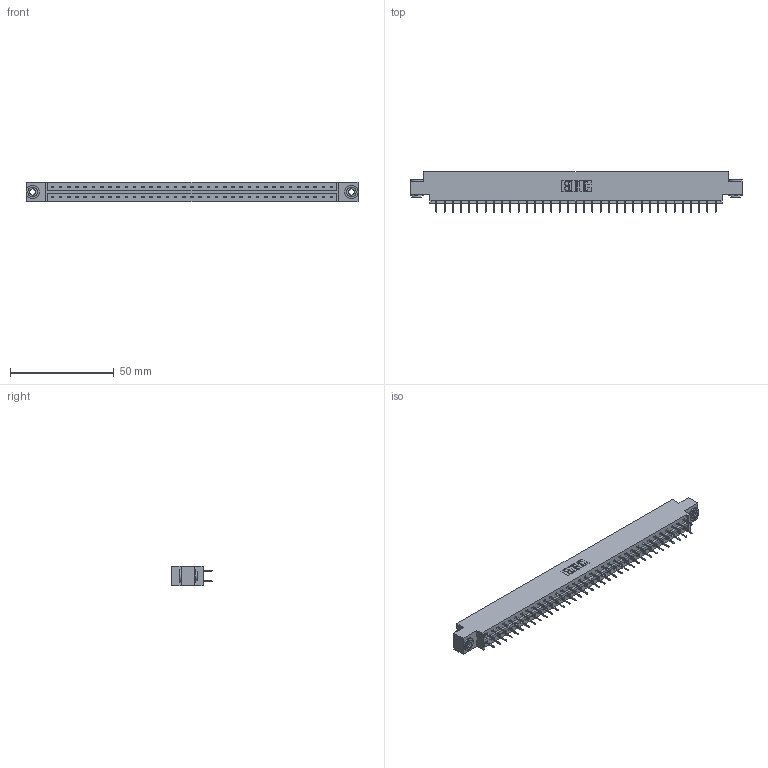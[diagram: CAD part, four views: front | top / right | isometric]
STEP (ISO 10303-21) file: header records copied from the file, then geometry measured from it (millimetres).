
FILE_DESCRIPTION (( 'STEP AP203' ), '1' );
FILE_NAME ('333-070-524-803.STEP', '2018-08-04T14:37:17', ( '' ), ( '' ), 'SwSTEP 2.0', 'SolidWorks 2016', '' );
FILE_SCHEMA (( 'CONFIG_CONTROL_DESIGN' ));
Length unit declared in the file: inch
Products named in the file (4): 333 Part_Offset - .156 Dia - TH; 345-292-001_345-293-124; 345-250-002_345-250-002-102; 333-070-524-803
Assembly tree (73 placements, depth 2):
  333-070-524-803
    333 Part_Offset - .156 Dia - TH
    345-292-001_345-293-124  x70
    345-250-002_345-250-002-102  x2
Bounding box: 160.22 x 19.69 x 9.4 mm (x, y, z)
Volume: 15978.1 mm3; surface area: 18938.6 mm2
Topology: 73 solids, 73 shells, 4076 faces, 11529 edges, 7402 vertices
Faces by surface type: plane 3024, cylinder 1044, cone 8
Entity records: 24278 total; most frequent: CARTESIAN_POINT 4009, ORIENTED_EDGE 3938, DIRECTION 3471, EDGE_CURVE 1969, LINE 1821, VECTOR 1821, VERTEX_POINT 1306, AXIS2_PLACEMENT_3D 825
